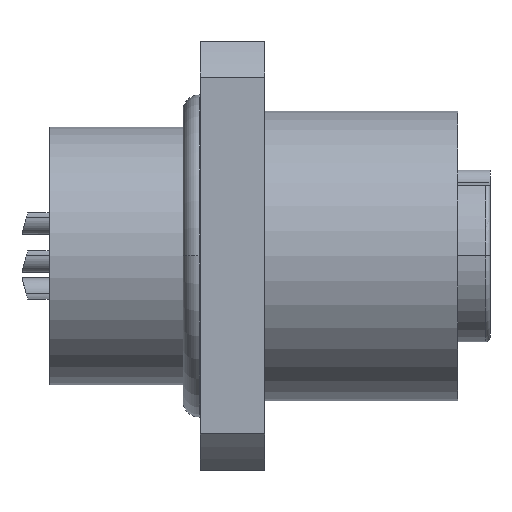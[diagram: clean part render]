
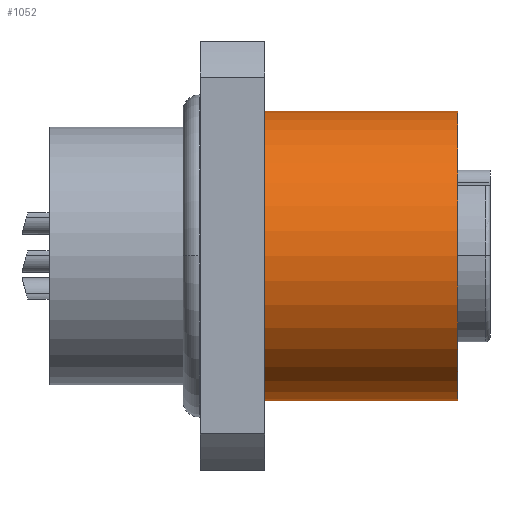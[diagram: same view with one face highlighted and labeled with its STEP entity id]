
A CAD part, top view. The second image highlights one B-rep face of the part: STEP entity #1052.
In plain terms, the highlighted cylindrical face has radius 6.75 mm (diameter 13.5 mm), a partial arc.
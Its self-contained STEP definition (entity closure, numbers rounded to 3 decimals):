
#74 = ORIENTED_EDGE ( 'NONE', *, *, #6716, .F. ) ;
#478 = CARTESIAN_POINT ( 'NONE',  ( 3., 6.75, 0. ) ) ;
#552 = EDGE_CURVE ( 'NONE', #4969, #8227, #3051, .T. ) ;
#598 = AXIS2_PLACEMENT_3D ( 'NONE', #1555, #1602, #5502 ) ;
#730 = DIRECTION ( 'NONE',  ( -1., 0., 0. ) ) ;
#1052 = ADVANCED_FACE ( 'NONE', ( #2379 ), #8663, .T. ) ;
#1457 = CARTESIAN_POINT ( 'NONE',  ( 3., -6.75, 0. ) ) ;
#1555 = CARTESIAN_POINT ( 'NONE',  ( -33.51, 0., 0. ) ) ;
#1602 = DIRECTION ( 'NONE',  ( -1., 0., 0. ) ) ;
#2044 = ORIENTED_EDGE ( 'NONE', *, *, #7834, .F. ) ;
#2317 = CIRCLE ( 'NONE', #6743, 6.75 ) ;
#2379 = FACE_OUTER_BOUND ( 'NONE', #7458, .T. ) ;
#2437 = DIRECTION ( 'NONE',  ( 0., -1., 0. ) ) ;
#2560 = VERTEX_POINT ( 'NONE', #1457 ) ;
#2632 = VECTOR ( 'NONE', #730, 1000. ) ;
#3051 = CIRCLE ( 'NONE', #5676, 6.75 ) ;
#3181 = ORIENTED_EDGE ( 'NONE', *, *, #6856, .T. ) ;
#3192 = LINE ( 'NONE', #6330, #9537 ) ;
#3727 = ORIENTED_EDGE ( 'NONE', *, *, #552, .T. ) ;
#3922 = DIRECTION ( 'NONE',  ( -1., 0., 0. ) ) ;
#4537 = VERTEX_POINT ( 'NONE', #478 ) ;
#4838 = CARTESIAN_POINT ( 'NONE',  ( 12., -6.75, 0. ) ) ;
#4969 = VERTEX_POINT ( 'NONE', #4838 ) ;
#5302 = CARTESIAN_POINT ( 'NONE',  ( 3., 0., 0. ) ) ;
#5502 = DIRECTION ( 'NONE',  ( 0., -1., 0. ) ) ;
#5567 = CARTESIAN_POINT ( 'NONE',  ( 12., 0., 0. ) ) ;
#5676 = AXIS2_PLACEMENT_3D ( 'NONE', #5567, #3922, #2437 ) ;
#6330 = CARTESIAN_POINT ( 'NONE',  ( -33.51, 6.75, 0. ) ) ;
#6602 = CARTESIAN_POINT ( 'NONE',  ( 12., 6.75, 0. ) ) ;
#6716 = EDGE_CURVE ( 'NONE', #2560, #4537, #2317, .T. ) ;
#6743 = AXIS2_PLACEMENT_3D ( 'NONE', #5302, #7731, #7677 ) ;
#6856 = EDGE_CURVE ( 'NONE', #8227, #4537, #3192, .T. ) ;
#7458 = EDGE_LOOP ( 'NONE', ( #3727, #3181, #74, #2044 ) ) ;
#7677 = DIRECTION ( 'NONE',  ( 0., -1., 0. ) ) ;
#7731 = DIRECTION ( 'NONE',  ( -1., 0., 0. ) ) ;
#7828 = CARTESIAN_POINT ( 'NONE',  ( -33.51, -6.75, 0. ) ) ;
#7834 = EDGE_CURVE ( 'NONE', #4969, #2560, #8658, .T. ) ;
#8227 = VERTEX_POINT ( 'NONE', #6602 ) ;
#8658 = LINE ( 'NONE', #7828, #2632 ) ;
#8663 = CYLINDRICAL_SURFACE ( 'NONE', #598, 6.75 ) ;
#9460 = DIRECTION ( 'NONE',  ( -1., 0., 0. ) ) ;
#9537 = VECTOR ( 'NONE', #9460, 1000. ) ;
